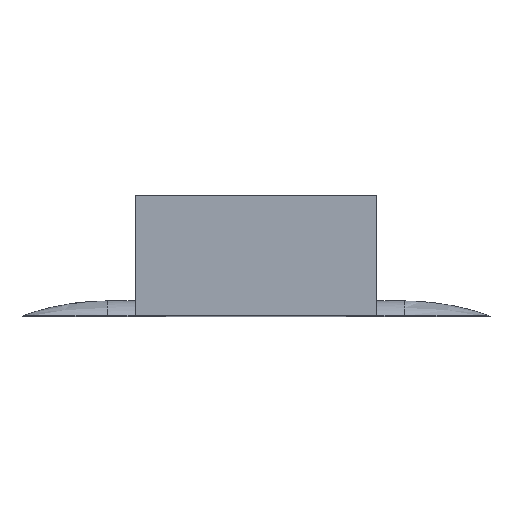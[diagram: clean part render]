
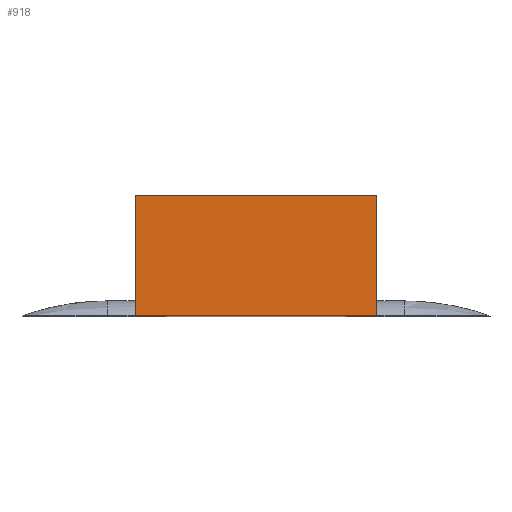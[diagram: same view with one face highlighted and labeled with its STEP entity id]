
A CAD part, top view. The second image highlights one B-rep face of the part: STEP entity #918.
In plain terms, the highlighted planar face has unit normal (0, 0, 1).
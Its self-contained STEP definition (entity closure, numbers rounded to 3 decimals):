
#73 = VERTEX_POINT ( 'NONE', #1951 ) ;
#90 = LINE ( 'NONE', #4209, #591 ) ;
#150 = EDGE_LOOP ( 'NONE', ( #2658, #2763, #3262, #4439 ) ) ;
#400 = DIRECTION ( 'NONE',  ( 0., 1., 0. ) ) ;
#451 = DIRECTION ( 'NONE',  ( 1., 0., 0. ) ) ;
#478 = CARTESIAN_POINT ( 'NONE',  ( 21.6, 0.8, 35. ) ) ;
#591 = VECTOR ( 'NONE', #1825, 1000. ) ;
#607 = CARTESIAN_POINT ( 'NONE',  ( 20., 0., 35. ) ) ;
#918 = ADVANCED_FACE ( 'NONE', ( #1678 ), #4083, .T. ) ;
#940 = LINE ( 'NONE', #3697, #3349 ) ;
#1164 = CARTESIAN_POINT ( 'NONE',  ( 20., 0., 35. ) ) ;
#1201 = EDGE_CURVE ( 'NONE', #1204, #3372, #90, .T. ) ;
#1204 = VERTEX_POINT ( 'NONE', #3837 ) ;
#1346 = VECTOR ( 'NONE', #451, 1000. ) ;
#1636 = EDGE_CURVE ( 'NONE', #1686, #3372, #2185, .T. ) ;
#1678 = FACE_OUTER_BOUND ( 'NONE', #150, .T. ) ;
#1686 = VERTEX_POINT ( 'NONE', #4310 ) ;
#1800 = EDGE_CURVE ( 'NONE', #73, #1204, #940, .T. ) ;
#1825 = DIRECTION ( 'NONE',  ( 1., 0., 0. ) ) ;
#1951 = CARTESIAN_POINT ( 'NONE',  ( 20., 0., 35. ) ) ;
#2165 = DIRECTION ( 'NONE',  ( 0., 1., 0. ) ) ;
#2185 = LINE ( 'NONE', #3588, #3490 ) ;
#2658 = ORIENTED_EDGE ( 'NONE', *, *, #3270, .T. ) ;
#2763 = ORIENTED_EDGE ( 'NONE', *, *, #1636, .T. ) ;
#3013 = DIRECTION ( 'NONE',  ( 0., 0., 1. ) ) ;
#3246 = LINE ( 'NONE', #1164, #1346 ) ;
#3262 = ORIENTED_EDGE ( 'NONE', *, *, #1201, .F. ) ;
#3270 = EDGE_CURVE ( 'NONE', #73, #1686, #3246, .T. ) ;
#3349 = VECTOR ( 'NONE', #400, 1000. ) ;
#3372 = VERTEX_POINT ( 'NONE', #478 ) ;
#3490 = VECTOR ( 'NONE', #2165, 1000. ) ;
#3588 = CARTESIAN_POINT ( 'NONE',  ( 21.6, 0., 35. ) ) ;
#3697 = CARTESIAN_POINT ( 'NONE',  ( 20., 0., 35. ) ) ;
#3772 = AXIS2_PLACEMENT_3D ( 'NONE', #607, #3013, #4382 ) ;
#3837 = CARTESIAN_POINT ( 'NONE',  ( 20., 0.8, 35. ) ) ;
#4083 = PLANE ( 'NONE',  #3772 ) ;
#4209 = CARTESIAN_POINT ( 'NONE',  ( 20., 0.8, 35. ) ) ;
#4310 = CARTESIAN_POINT ( 'NONE',  ( 21.6, 0., 35. ) ) ;
#4382 = DIRECTION ( 'NONE',  ( 1., 0., 0. ) ) ;
#4439 = ORIENTED_EDGE ( 'NONE', *, *, #1800, .F. ) ;
